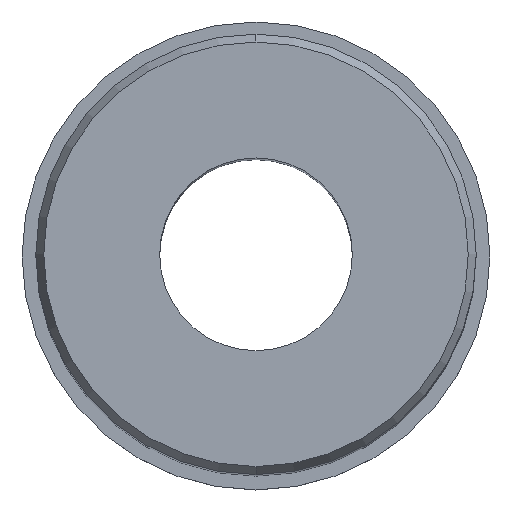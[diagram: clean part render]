
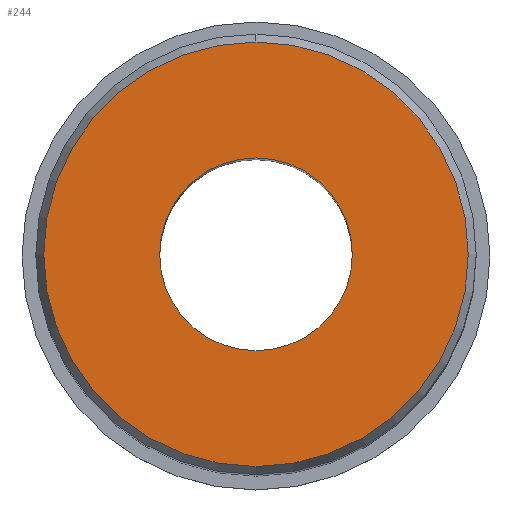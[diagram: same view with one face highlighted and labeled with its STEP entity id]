
A CAD part, top view. The second image highlights one B-rep face of the part: STEP entity #244.
In plain terms, the highlighted planar face has unit normal (0, 0, 1).
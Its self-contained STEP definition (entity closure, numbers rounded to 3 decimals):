
#132=VERTEX_POINT('NONE',#309);
#152=EDGE_CURVE('NONE',#214,#178,#331,.T.);
#158=EDGE_CURVE('NONE',#178,#214,#338,.T.);
#166=EDGE_CURVE('NONE',#190,#132,#347,.T.);
#178=VERTEX_POINT('NONE',#361);
#190=VERTEX_POINT('NONE',#377);
#214=VERTEX_POINT('NONE',#401);
#228=EDGE_CURVE('NONE',#132,#190,#417,.T.);
#244=ADVANCED_FACE('NONE',(#433,#434),#435,.T.);
#309=CARTESIAN_POINT('',(0.,3.5,36.0));
#331=CIRCLE('',#526,7.711);
#338=CIRCLE('',#534,7.711);
#347=CIRCLE('',#545,3.5);
#361=CARTESIAN_POINT('',(0.0,-7.711,36.0));
#377=CARTESIAN_POINT('',(0.0,-3.5,36.0));
#401=CARTESIAN_POINT('',(0.,7.711,36.0));
#417=CIRCLE('',#636,3.5);
#433=FACE_OUTER_BOUND('',#662,.T.);
#434=FACE_BOUND('',#663,.T.);
#435=PLANE('',#664);
#526=AXIS2_PLACEMENT_3D('',#760,#761,#762);
#534=AXIS2_PLACEMENT_3D('',#771,#772,#773);
#545=AXIS2_PLACEMENT_3D('',#785,#786,#787);
#636=AXIS2_PLACEMENT_3D('',#871,#872,#873);
#662=EDGE_LOOP('',(#885,#886));
#663=EDGE_LOOP('',(#887,#888));
#664=AXIS2_PLACEMENT_3D('',#889,#890,#891);
#760=CARTESIAN_POINT('',(0.0,0.0,36.0));
#761=DIRECTION('',(0.0,0.0,-1.0));
#762=DIRECTION('',(0.0,-1.0,0.0));
#771=CARTESIAN_POINT('',(0.0,0.0,36.0));
#772=DIRECTION('',(0.0,0.0,-1.0));
#773=DIRECTION('',(0.0,-1.0,0.0));
#785=CARTESIAN_POINT('',(0.0,0.0,36.0));
#786=DIRECTION('',(0.0,0.0,-1.0));
#787=DIRECTION('',(0.0,-1.0,0.0));
#871=CARTESIAN_POINT('',(0.0,0.0,36.0));
#872=DIRECTION('',(0.0,0.0,-1.0));
#873=DIRECTION('',(0.0,-1.0,0.0));
#885=ORIENTED_EDGE('',*,*,#158,.F.);
#886=ORIENTED_EDGE('',*,*,#152,.F.);
#887=ORIENTED_EDGE('',*,*,#166,.T.);
#888=ORIENTED_EDGE('',*,*,#228,.T.);
#889=CARTESIAN_POINT('',(-7.711,0.0,36.0));
#890=DIRECTION('',(0.0,-0.0,1.0));
#891=DIRECTION('',(0.0,1.0,0.0));
